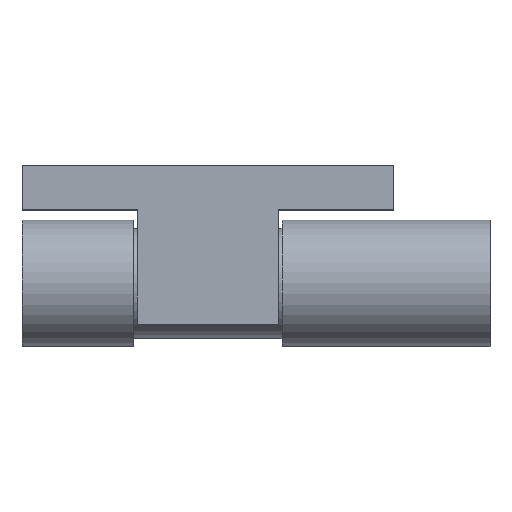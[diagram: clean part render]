
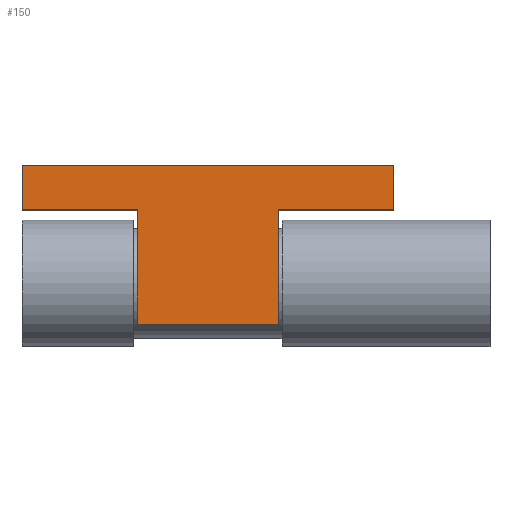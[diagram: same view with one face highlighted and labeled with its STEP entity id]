
A CAD part, top view. The second image highlights one B-rep face of the part: STEP entity #150.
In plain terms, the highlighted planar face has unit normal (0, 0, 1).
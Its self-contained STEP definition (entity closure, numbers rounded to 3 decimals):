
#150=ADVANCED_FACE('',(#355),#356,.T.);
#355=FACE_OUTER_BOUND('',#624,.T.);
#356=PLANE('',#625);
#624=EDGE_LOOP('',(#1003,#1004,#1005,#1006,#1007,#1008,#1009,#1010));
#625=AXIS2_PLACEMENT_3D('',#1011,#1012,#1013);
#1003=ORIENTED_EDGE('',*,*,#1580,.F.);
#1004=ORIENTED_EDGE('',*,*,#1600,.F.);
#1005=ORIENTED_EDGE('',*,*,#1596,.F.);
#1006=ORIENTED_EDGE('',*,*,#1592,.F.);
#1007=ORIENTED_EDGE('',*,*,#1554,.F.);
#1008=ORIENTED_EDGE('',*,*,#1564,.F.);
#1009=ORIENTED_EDGE('',*,*,#1590,.F.);
#1010=ORIENTED_EDGE('',*,*,#1585,.F.);
#1011=CARTESIAN_POINT('',(0.,0.854,2.54));
#1012=DIRECTION('',(0.0,0.0,1.0));
#1013=DIRECTION('',(1.0,0.0,0.0));
#1554=EDGE_CURVE('',#1841,#1843,#1844,.T.);
#1564=EDGE_CURVE('',#1858,#1841,#1860,.T.);
#1580=EDGE_CURVE('',#1880,#1881,#1882,.T.);
#1585=EDGE_CURVE('',#1881,#1889,#1890,.T.);
#1590=EDGE_CURVE('',#1889,#1858,#1896,.T.);
#1592=EDGE_CURVE('',#1843,#1898,#1899,.T.);
#1596=EDGE_CURVE('',#1898,#1904,#1905,.T.);
#1600=EDGE_CURVE('',#1904,#1880,#1910,.T.);
#1841=VERTEX_POINT('',#2240);
#1843=VERTEX_POINT('',#2243);
#1844=LINE('',#2244,#2245);
#1858=VERTEX_POINT('',#2265);
#1860=LINE('',#2268,#2269);
#1880=VERTEX_POINT('',#2297);
#1881=VERTEX_POINT('',#2298);
#1882=LINE('',#2299,#2300);
#1889=VERTEX_POINT('',#2310);
#1890=LINE('',#2311,#2312);
#1896=LINE('',#2321,#2322);
#1898=VERTEX_POINT('',#2324);
#1899=LINE('',#2325,#2326);
#1904=VERTEX_POINT('',#2333);
#1905=LINE('',#2334,#2335);
#1910=LINE('',#2342,#2343);
#2240=CARTESIAN_POINT('',(-0.95,-0.55,2.54));
#2243=CARTESIAN_POINT('',(-0.95,0.99,2.54));
#2244=CARTESIAN_POINT('',(-0.95,-0.55,2.54));
#2245=VECTOR('',#2700,1.0);
#2265=CARTESIAN_POINT('',(0.95,-0.55,2.54));
#2268=CARTESIAN_POINT('',(0.95,-0.55,2.54));
#2269=VECTOR('',#2711,1.0);
#2297=CARTESIAN_POINT('',(2.5,1.59,2.54));
#2298=CARTESIAN_POINT('',(2.5,0.99,2.54));
#2299=CARTESIAN_POINT('',(2.5,1.59,2.54));
#2300=VECTOR('',#2723,1.0);
#2310=CARTESIAN_POINT('',(0.95,0.99,2.54));
#2311=CARTESIAN_POINT('',(2.5,0.99,2.54));
#2312=VECTOR('',#2727,1.0);
#2321=CARTESIAN_POINT('',(0.95,0.99,2.54));
#2322=VECTOR('',#2731,1.0);
#2324=CARTESIAN_POINT('',(-2.5,0.99,2.54));
#2325=CARTESIAN_POINT('',(-0.95,0.99,2.54));
#2326=VECTOR('',#2732,1.0);
#2333=CARTESIAN_POINT('',(-2.5,1.59,2.54));
#2334=CARTESIAN_POINT('',(-2.5,0.99,2.54));
#2335=VECTOR('',#2735,1.0);
#2342=CARTESIAN_POINT('',(-2.5,1.59,2.54));
#2343=VECTOR('',#2738,1.0);
#2700=DIRECTION('',(0.,1.0,0.0));
#2711=DIRECTION('',(-1.0,0.0,0.0));
#2723=DIRECTION('',(0.0,-1.0,0.0));
#2727=DIRECTION('',(-1.0,0.0,0.0));
#2731=DIRECTION('',(0.,-1.0,0.0));
#2732=DIRECTION('',(-1.0,0.0,0.0));
#2735=DIRECTION('',(0.0,1.0,0.0));
#2738=DIRECTION('',(1.0,0.0,0.0));
